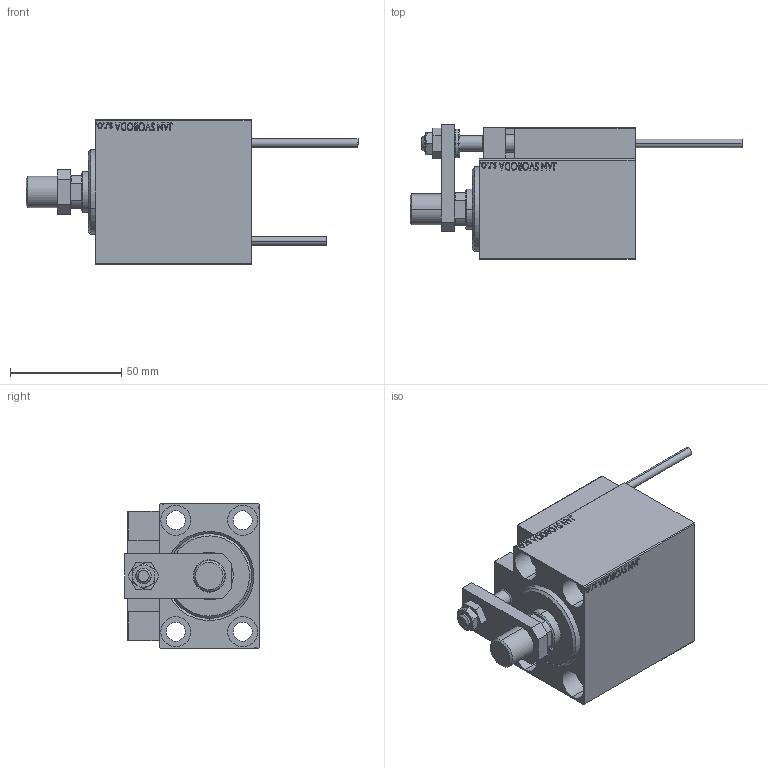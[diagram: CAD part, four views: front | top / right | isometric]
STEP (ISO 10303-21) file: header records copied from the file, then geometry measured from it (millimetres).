
FILE_DESCRIPTION (( 'STEP AP203' ), '1' );
FILE_NAME ('d32d.STEP', '2021-03-19T09:42:02', ( '' ), ( '' ), 'SwSTEP 2.0', 'SolidWorks 2019', '' );
FILE_SCHEMA (( 'CONFIG_CONTROL_DESIGN' ));
Length unit declared in the file: millimetre
Products named in the file (17): SWITCH DIM B,W 587b774b1a661d39ab3d209140d5ddfa; NUT_D12 587b774b1a661d39ab3d209140d5ddfa; V450CM_MALE_METRIC 587b774b1a661d39ab3d209140d5ddfa; SWITCH_X_FRONT_BACK 587b774b1a661d39ab3d209140d5ddfa; V450CM_C_VCP 587b774b1a661d39ab3d209140d5ddfa; SWITCH X 587b774b1a661d39ab3d209140d5ddfa; MAGNET 587b774b1a661d39ab3d209140d5ddfa; Block 587b774b1a661d39ab3d209140d5ddfa; V450CM_C 587b774b1a661d39ab3d209140d5ddfa; NUT_D10 587b774b1a661d39ab3d209140d5ddfa; ZARAZKA 587b774b1a661d39ab3d209140d5ddfa; TYC_L79 587b774b1a661d39ab3d209140d5ddfa; ALLEN BOLT D5 587b774b1a661d39ab3d209140d5ddfa; d32d; KONCOVKA 587b774b1a661d39ab3d209140d5ddfa; ALLEN BOLT D8 587b774b1a661d39ab3d209140d5ddfa; V450CM_VC_B 587b774b1a661d39ab3d209140d5ddfa
Assembly tree (26 placements, depth 3):
  d32d
    V450CM_C 587b774b1a661d39ab3d209140d5ddfa
    SWITCH X 587b774b1a661d39ab3d209140d5ddfa
      SWITCH_X_FRONT_BACK 587b774b1a661d39ab3d209140d5ddfa  x2
      TYC_L79 587b774b1a661d39ab3d209140d5ddfa
      Block 587b774b1a661d39ab3d209140d5ddfa  x2
      ALLEN BOLT D5 587b774b1a661d39ab3d209140d5ddfa  x4
      ALLEN BOLT D8 587b774b1a661d39ab3d209140d5ddfa  x4
      MAGNET 587b774b1a661d39ab3d209140d5ddfa  x2
      KONCOVKA 587b774b1a661d39ab3d209140d5ddfa  x2
    NUT_D12 587b774b1a661d39ab3d209140d5ddfa
    SWITCH DIM B,W 587b774b1a661d39ab3d209140d5ddfa
    ZARAZKA 587b774b1a661d39ab3d209140d5ddfa
    NUT_D10 587b774b1a661d39ab3d209140d5ddfa
    V450CM_C_VCP 587b774b1a661d39ab3d209140d5ddfa
    V450CM_VC_B 587b774b1a661d39ab3d209140d5ddfa
    V450CM_MALE_METRIC 587b774b1a661d39ab3d209140d5ddfa
Bounding box: 149 x 60.5 x 65 mm (x, y, z)
Volume: 226230.3 mm3; surface area: 72173 mm2
Topology: 25 solids, 25 shells, 1313 faces, 3137 edges, 2004 vertices
Faces by surface type: plane 572, bspline 380, cylinder 196, cone 115, torus 46, sphere 4
Entity records: 51417 total; most frequent: CARTESIAN_POINT 26249, ORIENTED_EDGE 5294, DIRECTION 3608, EDGE_CURVE 2647, VERTEX_POINT 1728, LINE 1510, VECTOR 1510, EDGE_LOOP 1227
